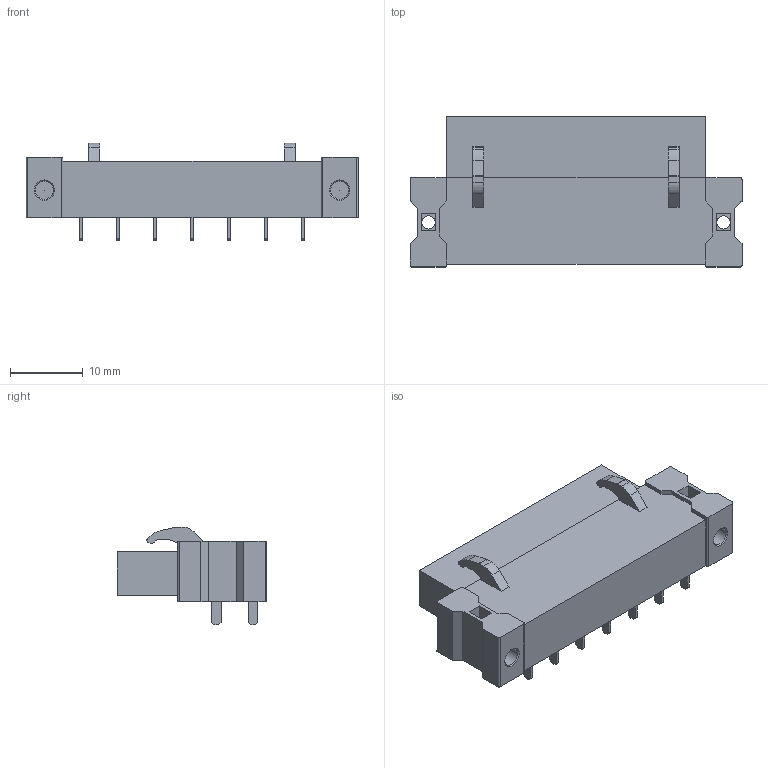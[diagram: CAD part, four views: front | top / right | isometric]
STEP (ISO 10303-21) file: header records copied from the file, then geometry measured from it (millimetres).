
FILE_DESCRIPTION(('CATIA V5 STEP Exchange','CAx-IF Rec.Pracs.--- Model Styling and Organization---1.2---2011-12-15'),'2;1');
FILE_NAME ('D1457320_0_1843800000_1843800000.stp','2018-09-01T03:05:00+00:00',('none'),('Weidmueller'),'CATIA Version 5-6 Release 2014','CATIA V5 STEP AP214','none');
FILE_SCHEMA(('AUTOMOTIVE_DESIGN { 1 0 10303 214 1 1 1 1 }'));
Length unit declared in the file: millimetre
Products named in the file (1): 1843800000
Bounding box: 45.72 x 20.65 x 13.48 mm (x, y, z)
Volume: 5835.3 mm3; surface area: 3342.5 mm2
Topology: 15 solids, 15 shells, 335 faces, 812 edges, 538 vertices
Faces by surface type: plane 271, cylinder 42, cone 22
Entity records: 8890 total; most frequent: ORIENTED_EDGE 1624, CARTESIAN_POINT 1543, DIRECTION 1196, EDGE_CURVE 812, VECTOR 692, LINE 692, VERTEX_POINT 538, EDGE_LOOP 378
